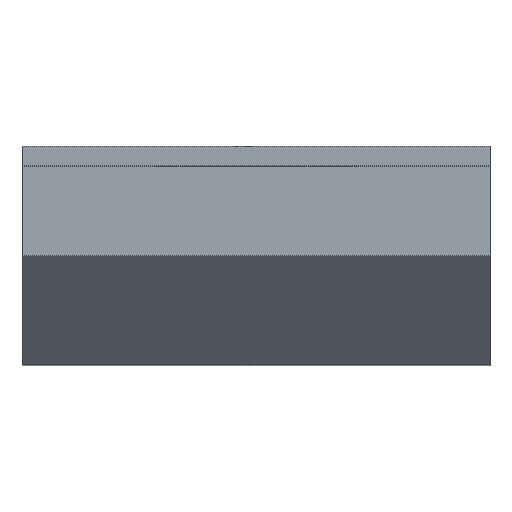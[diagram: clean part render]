
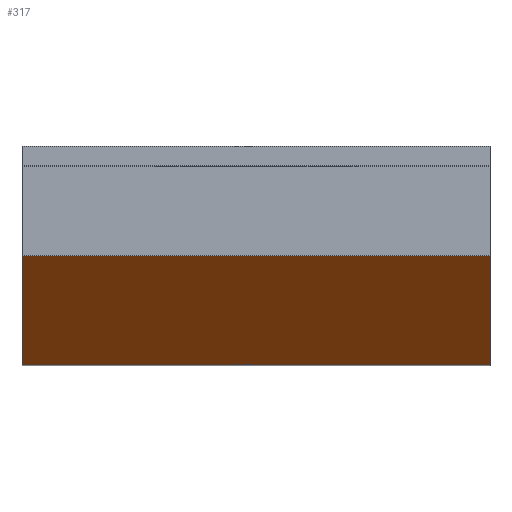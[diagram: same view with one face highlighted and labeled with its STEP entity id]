
A CAD part, top view. The second image highlights one B-rep face of the part: STEP entity #317.
In plain terms, the highlighted planar face has unit normal (0, -0.707, 0.707).
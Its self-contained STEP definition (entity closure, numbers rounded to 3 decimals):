
#242=EDGE_CURVE('',#243,#245,#247,.T.);
#243=VERTEX_POINT('',#244);
#244=CARTESIAN_POINT('',(0.0,0.,6.65));
#245=VERTEX_POINT('',#246);
#246=CARTESIAN_POINT('',(0.0,2.35,9.0));
#247=LINE('',#248,#249);
#248=CARTESIAN_POINT('',(0.0,-1.075,5.575));
#249=VECTOR('',#250,1.0);
#250=DIRECTION('',(0.0,0.707,0.707));
#290=EDGE_CURVE('',#291,#243,#293,.F.);
#291=VERTEX_POINT('',#292);
#292=CARTESIAN_POINT('',(10.1,0.0,6.65));
#293=LINE('',#294,#295);
#294=CARTESIAN_POINT('',(0.0,0.0,6.65));
#295=VECTOR('',#296,1.0);
#296=DIRECTION('',(1.0,0.0,0.0));
#317=ADVANCED_FACE('',(#318),#336,.F.);
#318=FACE_BOUND('',#319,.T.);
#319=EDGE_LOOP('',(#320,#321,#322,#330));
#320=ORIENTED_EDGE('',*,*,#242,.F.);
#321=ORIENTED_EDGE('',*,*,#290,.F.);
#322=ORIENTED_EDGE('',*,*,#323,.T.);
#323=EDGE_CURVE('',#291,#324,#326,.T.);
#324=VERTEX_POINT('',#325);
#325=CARTESIAN_POINT('',(10.1,2.35,9.0));
#326=LINE('',#327,#328);
#327=CARTESIAN_POINT('',(10.1,-1.075,5.575));
#328=VECTOR('',#329,1.0);
#329=DIRECTION('',(0.0,0.707,0.707));
#330=ORIENTED_EDGE('',*,*,#331,.T.);
#331=EDGE_CURVE('',#324,#245,#332,.F.);
#332=LINE('',#333,#334);
#333=CARTESIAN_POINT('',(0.0,2.35,9.0));
#334=VECTOR('',#335,1.0);
#335=DIRECTION('',(1.0,0.0,0.0));
#336=PLANE('',#337);
#337=AXIS2_PLACEMENT_3D('',#338,#339,#340);
#338=CARTESIAN_POINT('',(0.0,1.175,7.825));
#339=DIRECTION('',(0.,0.707,-0.707));
#340=DIRECTION('',(-1.0,0.,0.));
